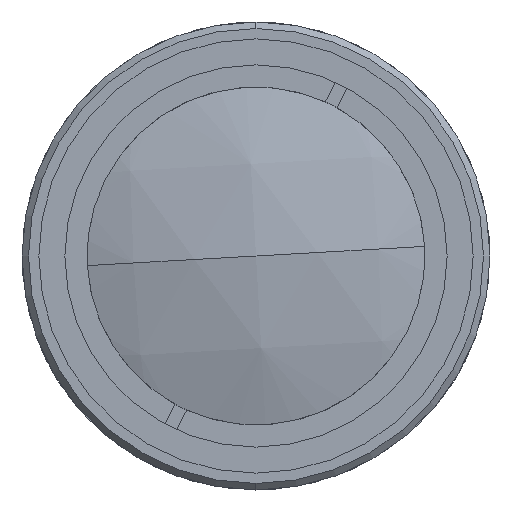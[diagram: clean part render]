
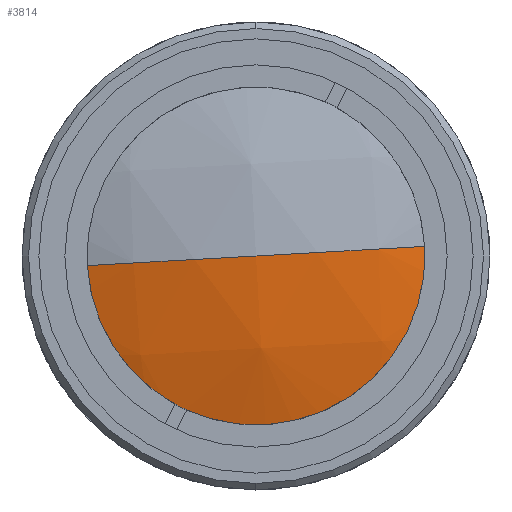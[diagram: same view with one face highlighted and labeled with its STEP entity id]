
A CAD part, left-side view. The second image highlights one B-rep face of the part: STEP entity #3814.
In plain terms, the highlighted spherical face has radius 43.203 mm.
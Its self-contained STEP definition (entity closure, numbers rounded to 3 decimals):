
#36 = EDGE_LOOP ( 'NONE', ( #3547, #2011, #3253 ) ) ;
#258 = DIRECTION ( 'NONE',  ( 0., -0.998, 0.057 ) ) ;
#426 = EDGE_CURVE ( 'NONE', #4546, #955, #4202, .T. ) ;
#452 = CIRCLE ( 'NONE', #3421, 43.203 ) ;
#676 = CARTESIAN_POINT ( 'NONE',  ( 52.203, 0., 0. ) ) ;
#796 = CIRCLE ( 'NONE', #1616, 43.203 ) ;
#931 = CARTESIAN_POINT ( 'NONE',  ( 52.203, 0., 0. ) ) ;
#955 = VERTEX_POINT ( 'NONE', #3107 ) ;
#1471 = SPHERICAL_SURFACE ( 'NONE', #3414, 43.203 ) ;
#1520 = EDGE_CURVE ( 'NONE', #4546, #1886, #796, .T. ) ;
#1529 = AXIS2_PLACEMENT_3D ( 'NONE', #2992, #4416, #2634 ) ;
#1616 = AXIS2_PLACEMENT_3D ( 'NONE', #931, #2003, #258 ) ;
#1886 = VERTEX_POINT ( 'NONE', #3289 ) ;
#2003 = DIRECTION ( 'NONE',  ( 0., 0.057, 0.998 ) ) ;
#2011 = ORIENTED_EDGE ( 'NONE', *, *, #4588, .T. ) ;
#2634 = DIRECTION ( 'NONE',  ( 0., 0.057, 0.998 ) ) ;
#2902 = FACE_OUTER_BOUND ( 'NONE', #36, .T. ) ;
#2944 = DIRECTION ( 'NONE',  ( 0., 0.998, -0.057 ) ) ;
#2992 = CARTESIAN_POINT ( 'NONE',  ( 11.331, 0., 0. ) ) ;
#3107 = CARTESIAN_POINT ( 'NONE',  ( 11.331, -13.977, 0.794 ) ) ;
#3115 = DIRECTION ( 'NONE',  ( 0., -0.057, -0.998 ) ) ;
#3253 = ORIENTED_EDGE ( 'NONE', *, *, #1520, .F. ) ;
#3289 = CARTESIAN_POINT ( 'NONE',  ( 9., 0., 0. ) ) ;
#3414 = AXIS2_PLACEMENT_3D ( 'NONE', #3690, #4041, #2944 ) ;
#3421 = AXIS2_PLACEMENT_3D ( 'NONE', #676, #3115, #3507 ) ;
#3507 = DIRECTION ( 'NONE',  ( 0., 0.998, -0.057 ) ) ;
#3547 = ORIENTED_EDGE ( 'NONE', *, *, #426, .T. ) ;
#3690 = CARTESIAN_POINT ( 'NONE',  ( 52.203, 0., 0. ) ) ;
#3814 = ADVANCED_FACE ( 'NONE', ( #2902 ), #1471, .T. ) ;
#4041 = DIRECTION ( 'NONE',  ( 0., -0.057, -0.998 ) ) ;
#4185 = CARTESIAN_POINT ( 'NONE',  ( 11.331, 13.977, -0.794 ) ) ;
#4202 = CIRCLE ( 'NONE', #1529, 14. ) ;
#4416 = DIRECTION ( 'NONE',  ( -1., 0., 0. ) ) ;
#4546 = VERTEX_POINT ( 'NONE', #4185 ) ;
#4588 = EDGE_CURVE ( 'NONE', #955, #1886, #452, .T. ) ;
